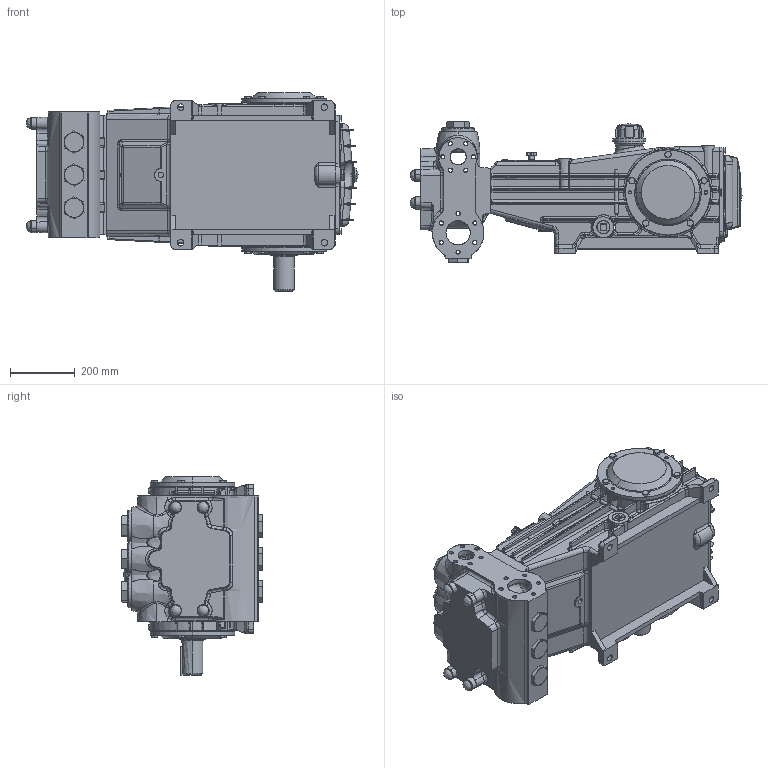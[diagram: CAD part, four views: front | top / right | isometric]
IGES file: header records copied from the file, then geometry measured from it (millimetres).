
Start section: SolidWorks IGES file using analytic representation for surfaces
Global section: file name: PP14528.IGS; native system: SolidWorks 2016; preprocessor: SolidWorks 2016; author: DMM; date: 160428.131833; units: inch
Bounding box: 1028.07 x 437 x 614.52 mm (x, y, z)
Surface area: 2474938 mm2 (no closed solid volume)
Topology: 0 solids, 0 shells, 2070 faces, 30594 edges, 30542 vertices
Faces by surface type: bspline 1094, revolution 976
